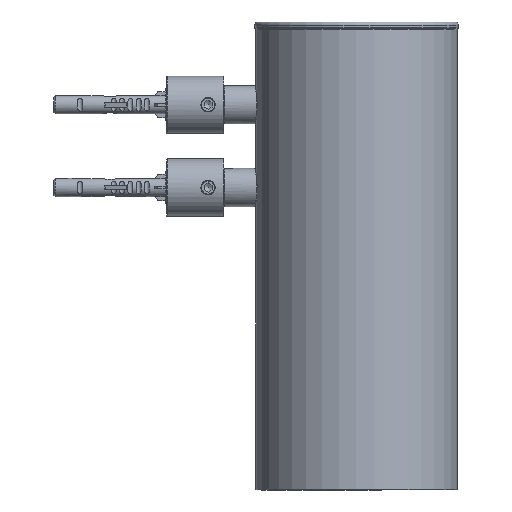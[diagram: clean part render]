
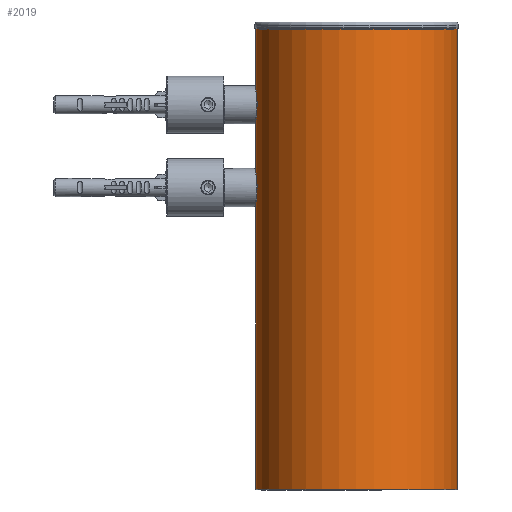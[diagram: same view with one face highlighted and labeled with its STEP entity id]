
A CAD part, front view. The second image highlights one B-rep face of the part: STEP entity #2019.
In plain terms, the highlighted cylindrical face has radius 31.7 mm (diameter 63.4 mm), a full revolution.
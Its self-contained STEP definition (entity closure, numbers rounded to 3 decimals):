
#277=B_SPLINE_CURVE_WITH_KNOTS('',3,(#3466,#3467,#3468,#3469,#3470,#3471,
#3472,#3473,#3474,#3475,#3476),.UNSPECIFIED.,.T.,.F.,(1,1,1,1,1,1,1,1,1,
1,1,1,1,1,1),(-0.004,-0.003,-0.001,
0.,0.001,0.003,0.004,
0.005,0.006,0.008,0.009,
0.01,0.011,0.013,0.014),
 .UNSPECIFIED.);
#278=B_SPLINE_CURVE_WITH_KNOTS('',3,(#3478,#3479,#3480,#3481,#3482,#3483,
#3484,#3485,#3486,#3487,#3488),.UNSPECIFIED.,.T.,.F.,(1,1,1,1,1,1,1,1,1,
1,1,1,1,1,1),(-0.004,-0.003,-0.001,
0.,0.001,0.003,0.004,
0.005,0.006,0.008,0.009,
0.01,0.011,0.013,0.014),
 .UNSPECIFIED.);
#416=CYLINDRICAL_SURFACE('',#2615,31.7);
#492=ORIENTED_EDGE('',*,*,#981,.T.);
#493=ORIENTED_EDGE('',*,*,#982,.T.);
#494=ORIENTED_EDGE('',*,*,#983,.F.);
#495=ORIENTED_EDGE('',*,*,#984,.F.);
#981=EDGE_CURVE('',#1231,#1231,#1421,.F.);
#982=EDGE_CURVE('',#1232,#1232,#1422,.T.);
#983=EDGE_CURVE('',#1233,#1233,#277,.T.);
#984=EDGE_CURVE('',#1234,#1234,#278,.T.);
#1231=VERTEX_POINT('',#3463);
#1232=VERTEX_POINT('',#3465);
#1233=VERTEX_POINT('',#3477);
#1234=VERTEX_POINT('',#3489);
#1421=CIRCLE('',#2616,31.7);
#1422=CIRCLE('',#2617,31.7);
#1502=EDGE_LOOP('',(#492));
#1503=EDGE_LOOP('',(#493));
#1504=EDGE_LOOP('',(#494));
#1505=EDGE_LOOP('',(#495));
#1732=FACE_BOUND('',#1502,.T.);
#1733=FACE_BOUND('',#1503,.T.);
#1734=FACE_BOUND('',#1504,.T.);
#1735=FACE_BOUND('',#1505,.T.);
#2019=ADVANCED_FACE('',(#1732,#1733,#1734,#1735),#416,.T.);
#2615=AXIS2_PLACEMENT_3D('',#3461,#2874,#2875);
#2616=AXIS2_PLACEMENT_3D('',#3462,#2876,#2877);
#2617=AXIS2_PLACEMENT_3D('',#3464,#2878,#2879);
#2874=DIRECTION('',(0.,0.,-1.));
#2875=DIRECTION('',(-1.,0.,0.));
#2876=DIRECTION('',(0.,0.,-1.));
#2877=DIRECTION('',(-1.,0.,0.));
#2878=DIRECTION('',(0.,0.,-1.));
#2879=DIRECTION('',(-1.,0.,0.));
#3461=CARTESIAN_POINT('',(0.,0.,72.5));
#3462=CARTESIAN_POINT('',(0.,0.,-72.3));
#3463=CARTESIAN_POINT('',(-31.7,0.,-72.3));
#3464=CARTESIAN_POINT('',(0.,0.,72.3));
#3465=CARTESIAN_POINT('',(-31.7,0.,72.3));
#3466=CARTESIAN_POINT('',(-31.679,-1.272,23.769));
#3467=CARTESIAN_POINT('',(-31.71,0.,24.297));
#3468=CARTESIAN_POINT('',(-31.679,1.27,23.77));
#3469=CARTESIAN_POINT('',(-31.648,1.796,22.501));
#3470=CARTESIAN_POINT('',(-31.679,1.271,21.23));
#3471=CARTESIAN_POINT('',(-31.71,0.,20.704));
#3472=CARTESIAN_POINT('',(-31.679,-1.269,21.229));
#3473=CARTESIAN_POINT('',(-31.648,-1.796,22.498));
#3474=CARTESIAN_POINT('',(-31.679,-1.272,23.769));
#3475=CARTESIAN_POINT('',(-31.71,0.,24.297));
#3476=CARTESIAN_POINT('',(-31.679,1.27,23.77));
#3477=CARTESIAN_POINT('',(-31.7,0.,24.121));
#3478=CARTESIAN_POINT('',(-31.679,-1.272,49.769));
#3479=CARTESIAN_POINT('',(-31.71,0.,50.297));
#3480=CARTESIAN_POINT('',(-31.679,1.27,49.77));
#3481=CARTESIAN_POINT('',(-31.648,1.796,48.501));
#3482=CARTESIAN_POINT('',(-31.679,1.271,47.23));
#3483=CARTESIAN_POINT('',(-31.71,0.,46.704));
#3484=CARTESIAN_POINT('',(-31.679,-1.269,47.229));
#3485=CARTESIAN_POINT('',(-31.648,-1.796,48.498));
#3486=CARTESIAN_POINT('',(-31.679,-1.272,49.769));
#3487=CARTESIAN_POINT('',(-31.71,0.,50.297));
#3488=CARTESIAN_POINT('',(-31.679,1.27,49.77));
#3489=CARTESIAN_POINT('',(-31.7,0.,50.121));
